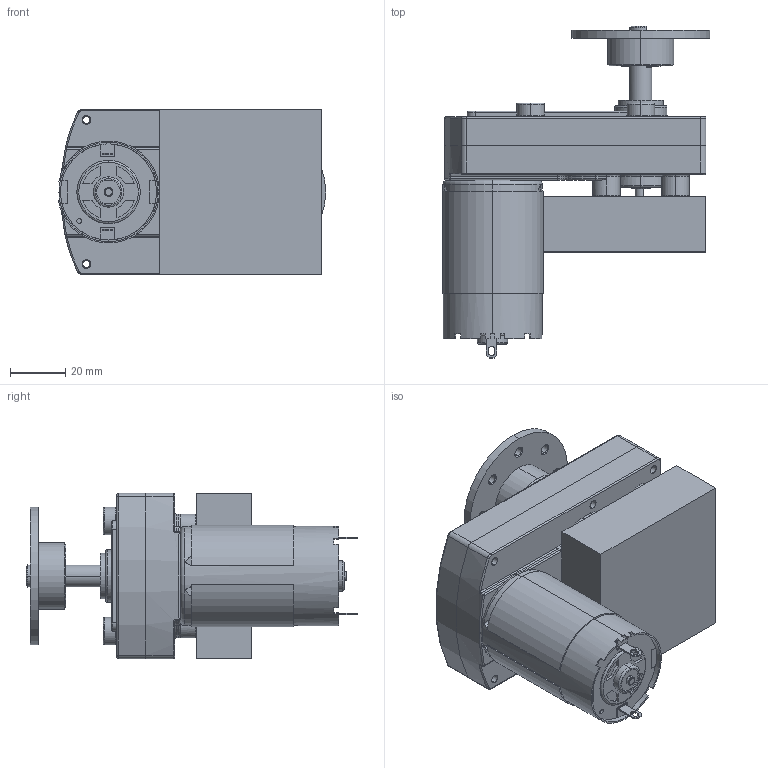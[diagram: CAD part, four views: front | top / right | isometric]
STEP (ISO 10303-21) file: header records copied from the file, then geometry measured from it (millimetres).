
FILE_DESCRIPTION (( 'STEP AP203' ), '1' );
FILE_NAME ('DH-03¼Óºñ¿î400KG.STEP', '2022-04-08T05:58:45', ( '' ), ( '' ), 'SwSTEP 2.0', 'SolidWorks 2020', '' );
FILE_SCHEMA (( 'CONFIG_CONTROL_DESIGN' ));
Products named in the file (1): DH-03樓綠遴400KG
Bounding box: 97.07 x 120.5 x 60 mm (x, y, z)
Volume: 178276 mm3; surface area: 72121.1 mm2
Topology: 7 solids, 9 shells, 1602 faces, 3835 edges, 2410 vertices
Faces by surface type: plane 793, cylinder 494, torus 155, cone 113, sphere 36, bspline 11
Entity records: 47849 total; most frequent: CARTESIAN_POINT 9441, DIRECTION 8562, ORIENTED_EDGE 7598, EDGE_CURVE 3799, AXIS2_PLACEMENT_3D 3316, VERTEX_POINT 2410, LINE 1930, VECTOR 1930
